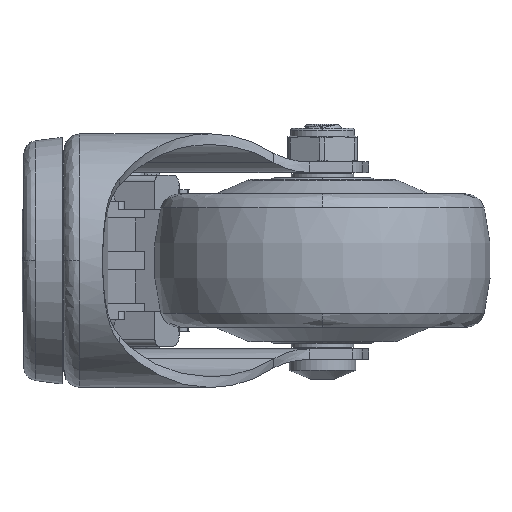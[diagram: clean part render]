
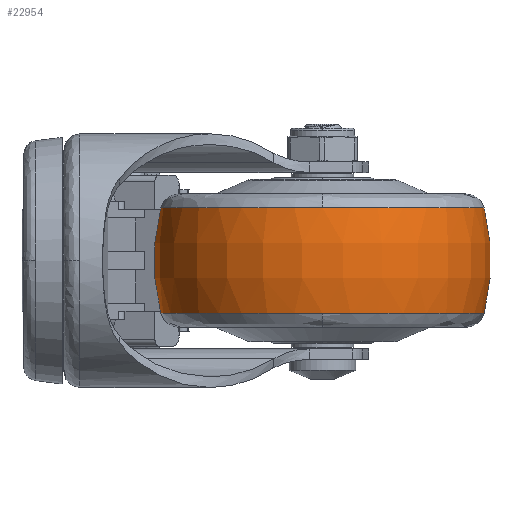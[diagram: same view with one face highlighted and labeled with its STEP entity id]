
A CAD part, left-side view. The second image highlights one B-rep face of the part: STEP entity #22954.
In plain terms, the highlighted toroidal (fillet/blend) face has major radius 8.5 mm and minor radius 40 mm.
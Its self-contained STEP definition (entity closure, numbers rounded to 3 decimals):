
#61 = AXIS2_PLACEMENT_3D ( 'NONE', #20092, #4564, #16056 ) ;
#660 = DIRECTION ( 'NONE',  ( 1., 0., 0. ) ) ;
#1647 = VERTEX_POINT ( 'NONE', #8573 ) ;
#2239 = CARTESIAN_POINT ( 'NONE',  ( -9.863, 0., -30.265 ) ) ;
#3449 = ORIENTED_EDGE ( 'NONE', *, *, #13977, .T. ) ;
#3676 = DIRECTION ( 'NONE',  ( 0., 0.998, -0.063 ) ) ;
#3726 = VERTEX_POINT ( 'NONE', #4570 ) ;
#3914 = ORIENTED_EDGE ( 'NONE', *, *, #19866, .T. ) ;
#3960 = CARTESIAN_POINT ( 'NONE',  ( 9.863, 0., -30.265 ) ) ;
#4209 = DIRECTION ( 'NONE',  ( 0., 0.998, -0.063 ) ) ;
#4564 = DIRECTION ( 'NONE',  ( 1., 0., 0. ) ) ;
#4570 = CARTESIAN_POINT ( 'NONE',  ( -9.863, -30.265, 0. ) ) ;
#4774 = EDGE_CURVE ( 'NONE', #3726, #13595, #20109, .T. ) ;
#5096 = EDGE_CURVE ( 'NONE', #13595, #19593, #11645, .T. ) ;
#5603 = DIRECTION ( 'NONE',  ( -1., 0., 0. ) ) ;
#6408 = DIRECTION ( 'NONE',  ( -1., 0., 0. ) ) ;
#6911 = ORIENTED_EDGE ( 'NONE', *, *, #4774, .T. ) ;
#7185 = CIRCLE ( 'NONE', #61, 30.265 ) ;
#7537 = CARTESIAN_POINT ( 'NONE',  ( 9.863, 0., 0. ) ) ;
#8019 = ORIENTED_EDGE ( 'NONE', *, *, #15487, .T. ) ;
#8515 = AXIS2_PLACEMENT_3D ( 'NONE', #7537, #5603, #24926 ) ;
#8573 = CARTESIAN_POINT ( 'NONE',  ( -9.863, 0., 30.265 ) ) ;
#9572 = CARTESIAN_POINT ( 'NONE',  ( 0., 0., -8.5 ) ) ;
#9766 = CARTESIAN_POINT ( 'NONE',  ( 9.863, 0., 30.265 ) ) ;
#9823 = DIRECTION ( 'NONE',  ( 0., 1., 0. ) ) ;
#11301 = ORIENTED_EDGE ( 'NONE', *, *, #5096, .T. ) ;
#11436 = DIRECTION ( 'NONE',  ( 1., 0., 0. ) ) ;
#11496 = CARTESIAN_POINT ( 'NONE',  ( 9.863, -30.265, 0. ) ) ;
#11645 = CIRCLE ( 'NONE', #24414, 40. ) ;
#11752 = DIRECTION ( 'NONE',  ( 0., 0., 1. ) ) ;
#12647 = ORIENTED_EDGE ( 'NONE', *, *, #17794, .F. ) ;
#12982 = CIRCLE ( 'NONE', #17517, 30.265 ) ;
#13595 = VERTEX_POINT ( 'NONE', #2239 ) ;
#13977 = EDGE_CURVE ( 'NONE', #19460, #17459, #12982, .T. ) ;
#14227 = DIRECTION ( 'NONE',  ( 0., -1., 0. ) ) ;
#14496 = DIRECTION ( 'NONE',  ( 0., 0., -1. ) ) ;
#14564 = DIRECTION ( 'NONE',  ( 0., 0., -1. ) ) ;
#15487 = EDGE_CURVE ( 'NONE', #1647, #3726, #7185, .T. ) ;
#15778 = CARTESIAN_POINT ( 'NONE',  ( 9.863, 0., 0. ) ) ;
#16056 = DIRECTION ( 'NONE',  ( 0., 0.998, -0.063 ) ) ;
#16096 = CARTESIAN_POINT ( 'NONE',  ( 0., 0., 0. ) ) ;
#16162 = CARTESIAN_POINT ( 'NONE',  ( 0., 0., 8.5 ) ) ;
#16811 = AXIS2_PLACEMENT_3D ( 'NONE', #22345, #11436, #3676 ) ;
#17414 = AXIS2_PLACEMENT_3D ( 'NONE', #9572, #9823, #11752 ) ;
#17423 = CIRCLE ( 'NONE', #8515, 30.265 ) ;
#17459 = VERTEX_POINT ( 'NONE', #9766 ) ;
#17517 = AXIS2_PLACEMENT_3D ( 'NONE', #15778, #6408, #4209 ) ;
#17794 = EDGE_CURVE ( 'NONE', #1647, #17459, #20466, .T. ) ;
#19460 = VERTEX_POINT ( 'NONE', #11496 ) ;
#19593 = VERTEX_POINT ( 'NONE', #3960 ) ;
#19866 = EDGE_CURVE ( 'NONE', #19593, #19460, #17423, .T. ) ;
#20092 = CARTESIAN_POINT ( 'NONE',  ( -9.863, 0., 0. ) ) ;
#20109 = CIRCLE ( 'NONE', #16811, 30.265 ) ;
#20366 = TOROIDAL_SURFACE ( 'NONE', #24081, -8.5, 40. ) ;
#20466 = CIRCLE ( 'NONE', #17414, 40. ) ;
#21562 = FACE_OUTER_BOUND ( 'NONE', #22135, .T. ) ;
#22135 = EDGE_LOOP ( 'NONE', ( #12647, #8019, #6911, #11301, #3914, #3449 ) ) ;
#22345 = CARTESIAN_POINT ( 'NONE',  ( -9.863, 0., 0. ) ) ;
#22954 = ADVANCED_FACE ( 'NONE', ( #21562 ), #20366, .T. ) ;
#24081 = AXIS2_PLACEMENT_3D ( 'NONE', #16096, #660, #14496 ) ;
#24414 = AXIS2_PLACEMENT_3D ( 'NONE', #16162, #14227, #14564 ) ;
#24926 = DIRECTION ( 'NONE',  ( 0., 0.998, -0.063 ) ) ;
